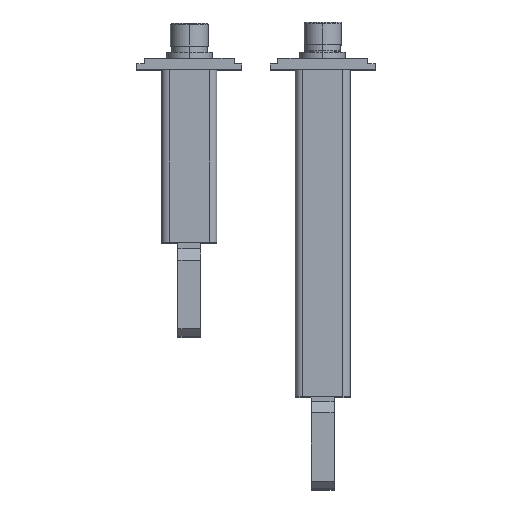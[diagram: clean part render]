
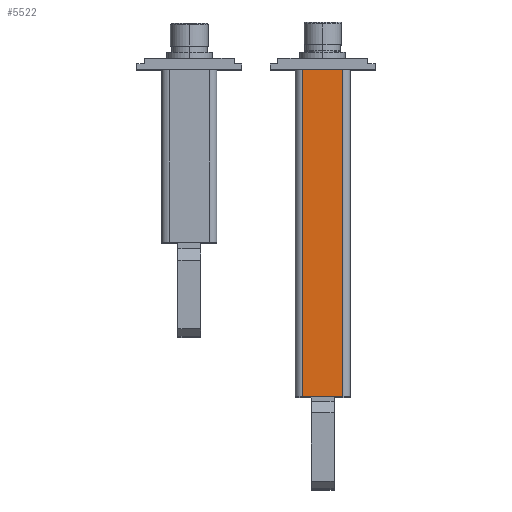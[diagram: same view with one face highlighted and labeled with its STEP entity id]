
A CAD part, top view. The second image highlights one B-rep face of the part: STEP entity #5522.
In plain terms, the highlighted planar face has unit normal (0, 0, 1).
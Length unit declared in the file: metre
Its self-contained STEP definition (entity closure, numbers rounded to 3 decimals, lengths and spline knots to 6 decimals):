
#5141=DIRECTION('',(0.,-1.,0.));
#5142=VECTOR('',#5141,0.0858);
#5143=CARTESIAN_POINT('',(0.04755,0.0149,-0.004009));
#5144=LINE('',#5143,#5142);
#5185=DIRECTION('',(0.,1.,0.));
#5186=VECTOR('',#5185,0.0858);
#5187=CARTESIAN_POINT('',(0.05805,-0.0709,-0.004009));
#5188=LINE('',#5187,#5186);
#5193=DIRECTION('',(-1.,0.,0.));
#5194=VECTOR('',#5193,0.0105);
#5195=CARTESIAN_POINT('',(0.05805,-0.0709,-0.004009));
#5196=LINE('',#5195,#5194);
#5217=DIRECTION('',(-1.,0.,0.));
#5218=VECTOR('',#5217,0.0105);
#5219=CARTESIAN_POINT('',(0.05805,0.0149,-0.004009));
#5220=LINE('',#5219,#5218);
#5306=CARTESIAN_POINT('',(0.04755,-0.0709,-0.004009));
#5308=VERTEX_POINT('',#5306);
#5309=CARTESIAN_POINT('',(0.05805,-0.0709,-0.004009));
#5310=VERTEX_POINT('',#5309);
#5353=CARTESIAN_POINT('',(0.04755,0.0149,-0.004009));
#5355=VERTEX_POINT('',#5353);
#5367=CARTESIAN_POINT('',(0.05805,0.0149,-0.004009));
#5368=VERTEX_POINT('',#5367);
#5510=CARTESIAN_POINT('',(0.04555,-0.0709,-0.004009));
#5511=DIRECTION('',(0.,0.,1.));
#5512=DIRECTION('',(1.,0.,0.));
#5513=AXIS2_PLACEMENT_3D('',#5510,#5511,#5512);
#5514=PLANE('',#5513);
#5515=ORIENTED_EDGE('',*,*,#5421,.F.);
#5517=ORIENTED_EDGE('',*,*,#5516,.F.);
#5518=ORIENTED_EDGE('',*,*,#5502,.F.);
#5519=ORIENTED_EDGE('',*,*,#5376,.T.);
#5520=EDGE_LOOP('',(#5515,#5517,#5518,#5519));
#5521=FACE_OUTER_BOUND('',#5520,.F.);
#5522=ADVANCED_FACE('',(#5521),#5514,.T.);
#5376=EDGE_CURVE('',#5310,#5308,#5196,.T.);
#5421=EDGE_CURVE('',#5355,#5308,#5144,.T.);
#5502=EDGE_CURVE('',#5310,#5368,#5188,.T.);
#5516=EDGE_CURVE('',#5368,#5355,#5220,.T.);
